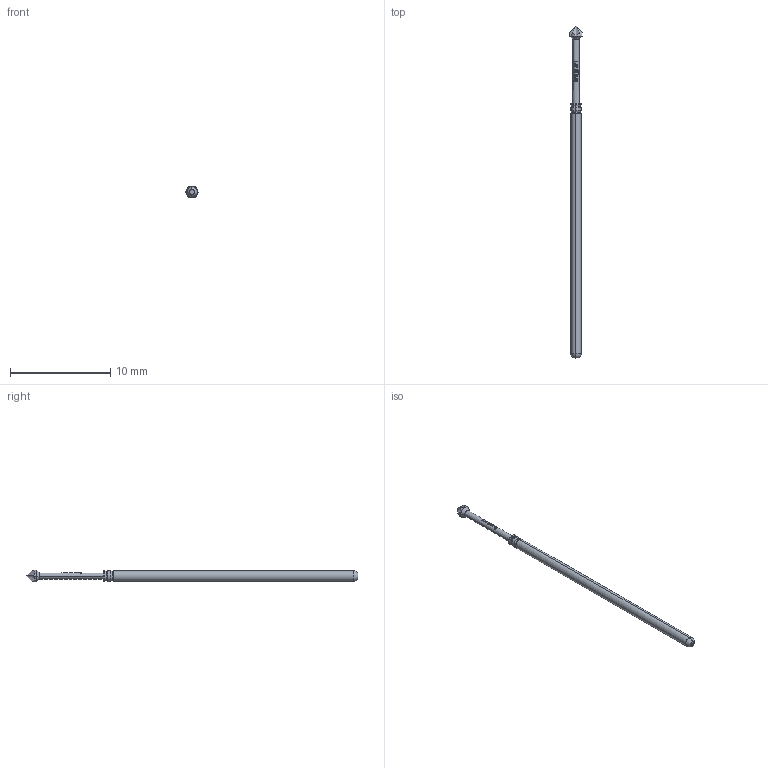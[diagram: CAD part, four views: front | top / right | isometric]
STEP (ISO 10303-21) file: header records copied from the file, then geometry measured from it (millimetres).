
FILE_DESCRIPTION (( 'STEP AP203' ), '1' );
FILE_NAME ('INGUN_GKS-075_217_120_A_xx00.STEP', '2021-09-22T05:33:03', ( 'ochi' ), ( '' ), 'SwSTEP 2.0', 'SolidWorks 2018', '' );
FILE_SCHEMA (( 'CONFIG_CONTROL_DESIGN' ));
Length unit declared in the file: millimetre
Products named in the file (1): INGUN_GKS-075_217_120_A_xx00
Bounding box: 1.2 x 33.1 x 1.19 mm (x, y, z)
Volume: 23.3 mm3; surface area: 99.8 mm2
Topology: 1 solids, 1 shells, 101 faces, 247 edges, 155 vertices
Faces by surface type: bspline 51, cylinder 15, plane 14, cone 11, torus 10
Entity records: 3962 total; most frequent: CARTESIAN_POINT 2003, ORIENTED_EDGE 494, EDGE_CURVE 247, DIRECTION 211, B_SPLINE_CURVE_WITH_KNOTS 168, VERTEX_POINT 155, EDGE_LOOP 108, ADVANCED_FACE 101
